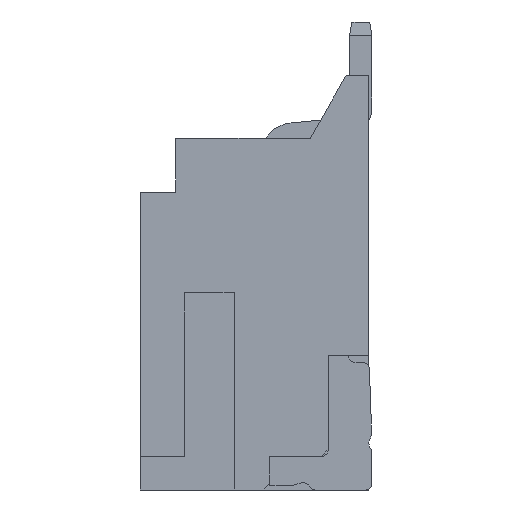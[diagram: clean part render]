
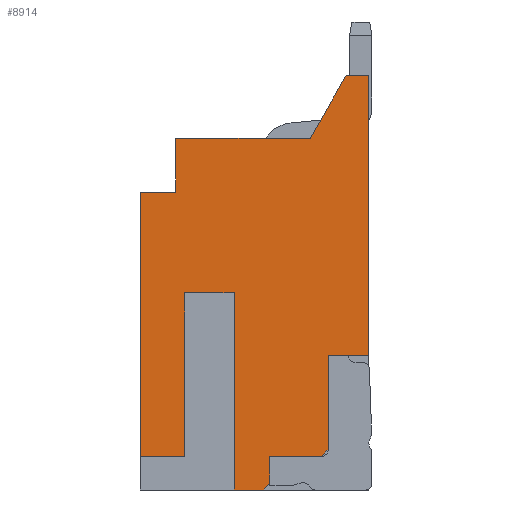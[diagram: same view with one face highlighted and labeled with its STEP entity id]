
A CAD part, left-side view. The second image highlights one B-rep face of the part: STEP entity #8914.
In plain terms, the highlighted planar face has unit normal (-1, 0, 0).
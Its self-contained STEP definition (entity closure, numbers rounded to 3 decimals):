
#35 = ORIENTED_EDGE ( 'NONE', *, *, #5769, .F. ) ;
#131 = EDGE_CURVE ( 'NONE', #10766, #4049, #613, .T. ) ;
#281 = VECTOR ( 'NONE', #6481, 1000. ) ;
#306 = DIRECTION ( 'NONE',  ( 0., 0., -1. ) ) ;
#344 = CARTESIAN_POINT ( 'NONE',  ( -8., -1., -3.225 ) ) ;
#361 = DIRECTION ( 'NONE',  ( 0., 0.707, -0.707 ) ) ;
#459 = CARTESIAN_POINT ( 'NONE',  ( -8., -2.75, -7.85 ) ) ;
#487 = ORIENTED_EDGE ( 'NONE', *, *, #10314, .F. ) ;
#576 = VERTEX_POINT ( 'NONE', #5942 ) ;
#613 = LINE ( 'NONE', #344, #1778 ) ;
#673 = EDGE_CURVE ( 'NONE', #10282, #4314, #7720, .T. ) ;
#700 = FACE_OUTER_BOUND ( 'NONE', #1090, .T. ) ;
#723 = EDGE_CURVE ( 'NONE', #1258, #10941, #5880, .T. ) ;
#912 = EDGE_CURVE ( 'NONE', #10941, #5395, #7461, .T. ) ;
#989 = CARTESIAN_POINT ( 'NONE',  ( -8., -2.9, -7.7 ) ) ;
#999 = VECTOR ( 'NONE', #3541, 1000. ) ;
#1031 = CARTESIAN_POINT ( 'NONE',  ( -8., -4.2, -3.225 ) ) ;
#1064 = ORIENTED_EDGE ( 'NONE', *, *, #2909, .T. ) ;
#1090 = EDGE_LOOP ( 'NONE', ( #4563, #35, #4435, #2812, #10139, #5820, #6851, #487, #3117, #1897, #7147, #4110, #11138, #1138, #4526, #8133, #1064, #4732 ) ) ;
#1138 = ORIENTED_EDGE ( 'NONE', *, *, #12341, .F. ) ;
#1160 = CARTESIAN_POINT ( 'NONE',  ( -8., -5.1, -4.85 ) ) ;
#1258 = VERTEX_POINT ( 'NONE', #3738 ) ;
#1311 = VERTEX_POINT ( 'NONE', #7884 ) ;
#1345 = LINE ( 'NONE', #4315, #6127 ) ;
#1483 = DIRECTION ( 'NONE',  ( 0., 0., 1. ) ) ;
#1549 = CARTESIAN_POINT ( 'NONE',  ( -8., -5.1, -3.225 ) ) ;
#1778 = VECTOR ( 'NONE', #12519, 1000. ) ;
#1897 = ORIENTED_EDGE ( 'NONE', *, *, #8366, .F. ) ;
#1994 = DIRECTION ( 'NONE',  ( 0., -1., 0. ) ) ;
#2028 = CARTESIAN_POINT ( 'NONE',  ( -8., -2.1, -3.45 ) ) ;
#2089 = CARTESIAN_POINT ( 'NONE',  ( -8., 0., -7.1 ) ) ;
#2271 = LINE ( 'NONE', #11149, #3070 ) ;
#2419 = VERTEX_POINT ( 'NONE', #9938 ) ;
#2452 = DIRECTION ( 'NONE',  ( 0., -1., 0. ) ) ;
#2532 = LINE ( 'NONE', #9522, #281 ) ;
#2812 = ORIENTED_EDGE ( 'NONE', *, *, #7749, .T. ) ;
#2847 = CARTESIAN_POINT ( 'NONE',  ( -8., -3.8, 0. ) ) ;
#2909 = EDGE_CURVE ( 'NONE', #10282, #5395, #6491, .T. ) ;
#3070 = VECTOR ( 'NONE', #6273, 1000. ) ;
#3117 = ORIENTED_EDGE ( 'NONE', *, *, #5861, .F. ) ;
#3158 = CARTESIAN_POINT ( 'NONE',  ( -8., -2.55, 0. ) ) ;
#3226 = CARTESIAN_POINT ( 'NONE',  ( -8., -4.85, 1.4 ) ) ;
#3478 = VERTEX_POINT ( 'NONE', #1160 ) ;
#3529 = CARTESIAN_POINT ( 'NONE',  ( -8., -2.1, -7.85 ) ) ;
#3541 = DIRECTION ( 'NONE',  ( 0., 1., 0. ) ) ;
#3553 = DIRECTION ( 'NONE',  ( 0., 1., 0. ) ) ;
#3663 = LINE ( 'NONE', #10826, #5099 ) ;
#3738 = CARTESIAN_POINT ( 'NONE',  ( -8., -4.2, -6.95 ) ) ;
#3915 = CARTESIAN_POINT ( 'NONE',  ( -8., -0.8, -3.925 ) ) ;
#3930 = EDGE_CURVE ( 'NONE', #7316, #10766, #7066, .T. ) ;
#4011 = EDGE_CURVE ( 'NONE', #3478, #1311, #5479, .T. ) ;
#4049 = VERTEX_POINT ( 'NONE', #10407 ) ;
#4110 = ORIENTED_EDGE ( 'NONE', *, *, #131, .F. ) ;
#4118 = CARTESIAN_POINT ( 'NONE',  ( -8., -2.55, -3.45 ) ) ;
#4221 = VECTOR ( 'NONE', #1994, 1000. ) ;
#4283 = CARTESIAN_POINT ( 'NONE',  ( -8., -2.9, -7.1 ) ) ;
#4297 = CARTESIAN_POINT ( 'NONE',  ( -8., -4.6, 1.4 ) ) ;
#4314 = VERTEX_POINT ( 'NONE', #459 ) ;
#4315 = CARTESIAN_POINT ( 'NONE',  ( -8., -2.1, -3.225 ) ) ;
#4413 = VECTOR ( 'NONE', #6115, 1000. ) ;
#4435 = ORIENTED_EDGE ( 'NONE', *, *, #4011, .F. ) ;
#4508 = VERTEX_POINT ( 'NONE', #2089 ) ;
#4526 = ORIENTED_EDGE ( 'NONE', *, *, #9172, .T. ) ;
#4563 = ORIENTED_EDGE ( 'NONE', *, *, #723, .F. ) ;
#4732 = ORIENTED_EDGE ( 'NONE', *, *, #912, .F. ) ;
#4970 = LINE ( 'NONE', #3158, #4221 ) ;
#4975 = CARTESIAN_POINT ( 'NONE',  ( -8., -2.9, -7.7 ) ) ;
#5099 = VECTOR ( 'NONE', #12391, 1000. ) ;
#5160 = DIRECTION ( 'NONE',  ( 0., 1., 0. ) ) ;
#5395 = VERTEX_POINT ( 'NONE', #4283 ) ;
#5440 = CARTESIAN_POINT ( 'NONE',  ( -8., -2.9, -6.025 ) ) ;
#5479 = LINE ( 'NONE', #10357, #999 ) ;
#5769 = EDGE_CURVE ( 'NONE', #1311, #1258, #9194, .T. ) ;
#5820 = ORIENTED_EDGE ( 'NONE', *, *, #8570, .F. ) ;
#5861 = EDGE_CURVE ( 'NONE', #2419, #576, #2532, .T. ) ;
#5880 = LINE ( 'NONE', #9843, #7062 ) ;
#5942 = CARTESIAN_POINT ( 'NONE',  ( -8., -0.8, -1.2 ) ) ;
#6009 = EDGE_CURVE ( 'NONE', #12882, #10917, #4970, .T. ) ;
#6047 = LINE ( 'NONE', #12566, #9508 ) ;
#6115 = DIRECTION ( 'NONE',  ( 0., 0., 1. ) ) ;
#6127 = VECTOR ( 'NONE', #8281, 1000. ) ;
#6273 = DIRECTION ( 'NONE',  ( 0., -1., 0. ) ) ;
#6318 = VERTEX_POINT ( 'NONE', #3529 ) ;
#6481 = DIRECTION ( 'NONE',  ( 0., -1., 0. ) ) ;
#6491 = LINE ( 'NONE', #5440, #9085 ) ;
#6502 = DIRECTION ( 'NONE',  ( 0., -0.496, 0.868 ) ) ;
#6670 = DIRECTION ( 'NONE',  ( 0., 0., 1. ) ) ;
#6823 = CARTESIAN_POINT ( 'NONE',  ( -8., -4.05, -7.1 ) ) ;
#6845 = VECTOR ( 'NONE', #3553, 1000. ) ;
#6851 = ORIENTED_EDGE ( 'NONE', *, *, #6009, .F. ) ;
#6857 = LINE ( 'NONE', #3915, #4413 ) ;
#6862 = LINE ( 'NONE', #10672, #7666 ) ;
#7022 = VECTOR ( 'NONE', #5160, 1000. ) ;
#7062 = VECTOR ( 'NONE', #361, 1000. ) ;
#7066 = LINE ( 'NONE', #4118, #7022 ) ;
#7147 = ORIENTED_EDGE ( 'NONE', *, *, #12837, .F. ) ;
#7316 = VERTEX_POINT ( 'NONE', #2028 ) ;
#7461 = LINE ( 'NONE', #10554, #6845 ) ;
#7472 = VERTEX_POINT ( 'NONE', #8933 ) ;
#7666 = VECTOR ( 'NONE', #6670, 1000. ) ;
#7720 = LINE ( 'NONE', #4975, #9513 ) ;
#7749 = EDGE_CURVE ( 'NONE', #3478, #7472, #8618, .T. ) ;
#7884 = CARTESIAN_POINT ( 'NONE',  ( -8., -4.2, -4.85 ) ) ;
#8008 = VECTOR ( 'NONE', #2452, 1000. ) ;
#8133 = ORIENTED_EDGE ( 'NONE', *, *, #673, .F. ) ;
#8281 = DIRECTION ( 'NONE',  ( 0., 0., 1. ) ) ;
#8366 = EDGE_CURVE ( 'NONE', #4508, #2419, #6862, .T. ) ;
#8570 = EDGE_CURVE ( 'NONE', #10917, #9364, #6047, .T. ) ;
#8618 = LINE ( 'NONE', #1549, #8866 ) ;
#8866 = VECTOR ( 'NONE', #1483, 1000. ) ;
#8914 = ADVANCED_FACE ( 'NONE', ( #700 ), #9455, .F. ) ;
#8933 = CARTESIAN_POINT ( 'NONE',  ( -8., -5.1, 1.4 ) ) ;
#9085 = VECTOR ( 'NONE', #10440, 1000. ) ;
#9172 = EDGE_CURVE ( 'NONE', #6318, #4314, #2271, .T. ) ;
#9194 = LINE ( 'NONE', #1031, #9299 ) ;
#9299 = VECTOR ( 'NONE', #306, 1000. ) ;
#9364 = VERTEX_POINT ( 'NONE', #4297 ) ;
#9455 = PLANE ( 'NONE',  #11827 ) ;
#9508 = VECTOR ( 'NONE', #6502, 1000. ) ;
#9513 = VECTOR ( 'NONE', #12866, 1000. ) ;
#9522 = CARTESIAN_POINT ( 'NONE',  ( -8., -2.55, -1.2 ) ) ;
#9652 = DIRECTION ( 'NONE',  ( 0., 0., -1. ) ) ;
#9843 = CARTESIAN_POINT ( 'NONE',  ( -8., -4.2, -6.95 ) ) ;
#9938 = CARTESIAN_POINT ( 'NONE',  ( -8., 0., -1.2 ) ) ;
#10139 = ORIENTED_EDGE ( 'NONE', *, *, #12419, .F. ) ;
#10282 = VERTEX_POINT ( 'NONE', #989 ) ;
#10314 = EDGE_CURVE ( 'NONE', #576, #12882, #6857, .T. ) ;
#10357 = CARTESIAN_POINT ( 'NONE',  ( -8., -2.55, -4.85 ) ) ;
#10383 = CARTESIAN_POINT ( 'NONE',  ( -8., -1., -3.45 ) ) ;
#10399 = CARTESIAN_POINT ( 'NONE',  ( -8., -0.8, 0. ) ) ;
#10407 = CARTESIAN_POINT ( 'NONE',  ( -8., -1., -7.1 ) ) ;
#10440 = DIRECTION ( 'NONE',  ( 0., 0., 1. ) ) ;
#10554 = CARTESIAN_POINT ( 'NONE',  ( -8., -2.55, -7.1 ) ) ;
#10672 = CARTESIAN_POINT ( 'NONE',  ( -8., 0., -3.225 ) ) ;
#10766 = VERTEX_POINT ( 'NONE', #10383 ) ;
#10826 = CARTESIAN_POINT ( 'NONE',  ( -8., -2.55, -7.1 ) ) ;
#10917 = VERTEX_POINT ( 'NONE', #2847 ) ;
#10941 = VERTEX_POINT ( 'NONE', #6823 ) ;
#11138 = ORIENTED_EDGE ( 'NONE', *, *, #3930, .F. ) ;
#11149 = CARTESIAN_POINT ( 'NONE',  ( -8., -2.55, -7.85 ) ) ;
#11267 = LINE ( 'NONE', #3226, #8008 ) ;
#11827 = AXIS2_PLACEMENT_3D ( 'NONE', #12614, #12427, #9652 ) ;
#12341 = EDGE_CURVE ( 'NONE', #6318, #7316, #1345, .T. ) ;
#12391 = DIRECTION ( 'NONE',  ( 0., 1., 0. ) ) ;
#12419 = EDGE_CURVE ( 'NONE', #9364, #7472, #11267, .T. ) ;
#12427 = DIRECTION ( 'NONE',  ( 1., 0., 0. ) ) ;
#12519 = DIRECTION ( 'NONE',  ( 0., 0., -1. ) ) ;
#12566 = CARTESIAN_POINT ( 'NONE',  ( -8., -3.8, 0. ) ) ;
#12614 = CARTESIAN_POINT ( 'NONE',  ( -8., -2.55, -3.225 ) ) ;
#12837 = EDGE_CURVE ( 'NONE', #4049, #4508, #3663, .T. ) ;
#12866 = DIRECTION ( 'NONE',  ( 0., 0.707, -0.707 ) ) ;
#12882 = VERTEX_POINT ( 'NONE', #10399 ) ;
